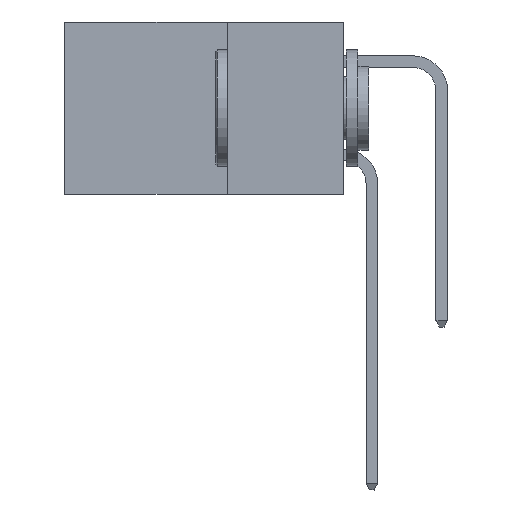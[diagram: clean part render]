
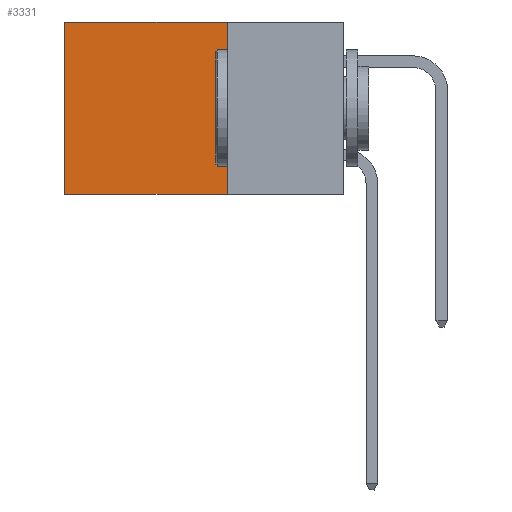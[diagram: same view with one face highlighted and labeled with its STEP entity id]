
A CAD part, left-side view. The second image highlights one B-rep face of the part: STEP entity #3331.
In plain terms, the highlighted planar face has unit normal (-1, 0, 0).
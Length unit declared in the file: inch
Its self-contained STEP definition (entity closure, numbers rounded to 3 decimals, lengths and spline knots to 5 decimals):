
#1209 = ORIENTED_EDGE ( 'NONE', *, *, #10862, .F. ) ;
#1620 = EDGE_CURVE ( 'NONE', #19089, #17769, #12825, .T. ) ;
#1803 = CARTESIAN_POINT ( 'NONE',  ( 0.2615, 0.25, -0.37 ) ) ;
#1839 = DIRECTION ( 'NONE',  ( 0., 1., 0. ) ) ;
#1912 = CARTESIAN_POINT ( 'NONE',  ( 0.2615, 0.25, -0.37 ) ) ;
#1926 = VECTOR ( 'NONE', #11942, 39.37008 ) ;
#3174 = EDGE_LOOP ( 'NONE', ( #4648, #1209, #10857, #20983 ) ) ;
#3331 = ADVANCED_FACE ( 'NONE', ( #13172 ), #15369, .F. ) ;
#4020 = VECTOR ( 'NONE', #17231, 39.37008 ) ;
#4640 = CARTESIAN_POINT ( 'NONE',  ( 0.2615, 0.25, 0. ) ) ;
#4648 = ORIENTED_EDGE ( 'NONE', *, *, #1620, .T. ) ;
#4657 = EDGE_CURVE ( 'NONE', #13110, #18697, #5744, .T. ) ;
#5046 = CARTESIAN_POINT ( 'NONE',  ( 0.2615, 0.6, 0. ) ) ;
#5744 = LINE ( 'NONE', #1803, #4020 ) ;
#8339 = VECTOR ( 'NONE', #1839, 39.37008 ) ;
#8465 = LINE ( 'NONE', #4640, #1926 ) ;
#9699 = DIRECTION ( 'NONE',  ( 1., 0., 0. ) ) ;
#10857 = ORIENTED_EDGE ( 'NONE', *, *, #4657, .F. ) ;
#10862 = EDGE_CURVE ( 'NONE', #18697, #17769, #14918, .T. ) ;
#11942 = DIRECTION ( 'NONE',  ( 0., 1., 0. ) ) ;
#12571 = CARTESIAN_POINT ( 'NONE',  ( 0.2615, 0.25, 0. ) ) ;
#12825 = LINE ( 'NONE', #22182, #20251 ) ;
#13110 = VERTEX_POINT ( 'NONE', #12571 ) ;
#13172 = FACE_OUTER_BOUND ( 'NONE', #3174, .T. ) ;
#14918 = LINE ( 'NONE', #18741, #8339 ) ;
#15369 = PLANE ( 'NONE',  #16808 ) ;
#16808 = AXIS2_PLACEMENT_3D ( 'NONE', #1912, #9699, #17416 ) ;
#17231 = DIRECTION ( 'NONE',  ( 0., 0., -1. ) ) ;
#17416 = DIRECTION ( 'NONE',  ( 0., 0., -1. ) ) ;
#17769 = VERTEX_POINT ( 'NONE', #20043 ) ;
#18240 = DIRECTION ( 'NONE',  ( 0., 0., -1. ) ) ;
#18697 = VERTEX_POINT ( 'NONE', #23451 ) ;
#18741 = CARTESIAN_POINT ( 'NONE',  ( 0.2615, 0.25, -0.37 ) ) ;
#19089 = VERTEX_POINT ( 'NONE', #5046 ) ;
#20043 = CARTESIAN_POINT ( 'NONE',  ( 0.2615, 0.6, -0.37 ) ) ;
#20251 = VECTOR ( 'NONE', #18240, 39.37008 ) ;
#20983 = ORIENTED_EDGE ( 'NONE', *, *, #21387, .T. ) ;
#21387 = EDGE_CURVE ( 'NONE', #13110, #19089, #8465, .T. ) ;
#22182 = CARTESIAN_POINT ( 'NONE',  ( 0.2615, 0.6, -0.37 ) ) ;
#23451 = CARTESIAN_POINT ( 'NONE',  ( 0.2615, 0.25, -0.37 ) ) ;
